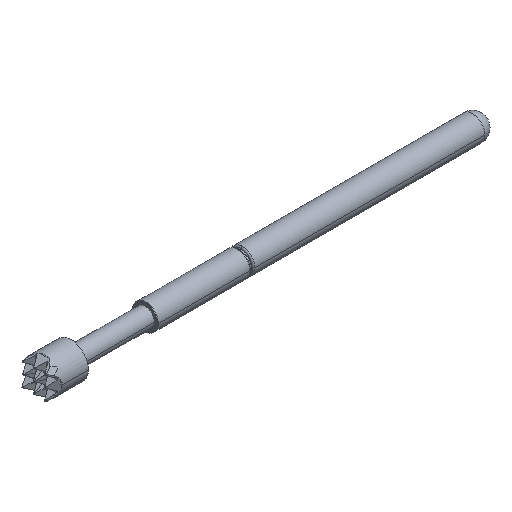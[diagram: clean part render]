
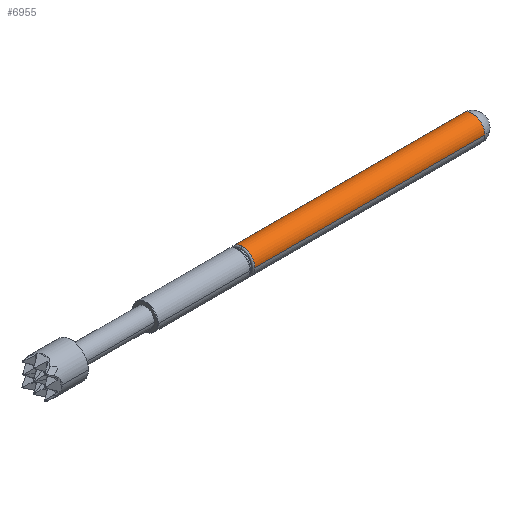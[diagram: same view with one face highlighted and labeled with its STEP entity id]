
A CAD part, isometric view. The second image highlights one B-rep face of the part: STEP entity #6955.
In plain terms, the highlighted cylindrical face has radius 0.683 mm (diameter 1.367 mm), a partial arc.
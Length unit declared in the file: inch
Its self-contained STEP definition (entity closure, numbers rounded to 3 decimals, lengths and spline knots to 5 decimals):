
#671 = CARTESIAN_POINT ( 'NONE',  ( 0., 0., 0. ) ) ;
#704 = DIRECTION ( 'NONE',  ( 0., -1., 0. ) ) ;
#725 = CIRCLE ( 'NONE', #8888, 0.0269 ) ;
#946 = VERTEX_POINT ( 'NONE', #2450 ) ;
#1306 = CIRCLE ( 'NONE', #6596, 0.0269 ) ;
#1307 = ORIENTED_EDGE ( 'NONE', *, *, #3117, .F. ) ;
#1726 = DIRECTION ( 'NONE',  ( -1., 0., 0. ) ) ;
#2051 = DIRECTION ( 'NONE',  ( -1., 0., 0. ) ) ;
#2140 = CIRCLE ( 'NONE', #9040, 0.0269 ) ;
#2378 = ORIENTED_EDGE ( 'NONE', *, *, #6293, .F. ) ;
#2450 = CARTESIAN_POINT ( 'NONE',  ( 0.70673, -0.0269, 0. ) ) ;
#2572 = EDGE_CURVE ( 'NONE', #5016, #8438, #4076, .T. ) ;
#2857 = EDGE_CURVE ( 'NONE', #946, #5016, #725, .T. ) ;
#3117 = EDGE_CURVE ( 'NONE', #7007, #8438, #2140, .T. ) ;
#3190 = CARTESIAN_POINT ( 'NONE',  ( 0.21008, 0., 0.0269 ) ) ;
#3408 = CARTESIAN_POINT ( 'NONE',  ( 0., -0.0269, 0. ) ) ;
#3501 = ORIENTED_EDGE ( 'NONE', *, *, #2572, .T. ) ;
#3898 = CARTESIAN_POINT ( 'NONE',  ( 0., 0.0269, 0. ) ) ;
#4076 = LINE ( 'NONE', #3898, #8355 ) ;
#4116 = LINE ( 'NONE', #3408, #10288 ) ;
#4199 = CARTESIAN_POINT ( 'NONE',  ( 0.21008, 0.0269, 0. ) ) ;
#4412 = DIRECTION ( 'NONE',  ( -1., 0., 0. ) ) ;
#4726 = CYLINDRICAL_SURFACE ( 'NONE', #6335, 0.0269 ) ;
#5016 = VERTEX_POINT ( 'NONE', #7912 ) ;
#5048 = ORIENTED_EDGE ( 'NONE', *, *, #5210, .F. ) ;
#5210 = EDGE_CURVE ( 'NONE', #946, #7934, #4116, .T. ) ;
#5888 = CARTESIAN_POINT ( 'NONE',  ( 0.21008, -0.0269, 0. ) ) ;
#6293 = EDGE_CURVE ( 'NONE', #7934, #7007, #1306, .T. ) ;
#6298 = DIRECTION ( 'NONE',  ( -1., 0., 0. ) ) ;
#6335 = AXIS2_PLACEMENT_3D ( 'NONE', #671, #10386, #704 ) ;
#6596 = AXIS2_PLACEMENT_3D ( 'NONE', #9229, #4412, #10037 ) ;
#6879 = CARTESIAN_POINT ( 'NONE',  ( 0.21008, 0., 0. ) ) ;
#6955 = ADVANCED_FACE ( 'NONE', ( #7891 ), #4726, .T. ) ;
#7007 = VERTEX_POINT ( 'NONE', #3190 ) ;
#7714 = DIRECTION ( 'NONE',  ( 0., 0., 1. ) ) ;
#7792 = CARTESIAN_POINT ( 'NONE',  ( 0.70673, 0., 0. ) ) ;
#7891 = FACE_OUTER_BOUND ( 'NONE', #10276, .T. ) ;
#7912 = CARTESIAN_POINT ( 'NONE',  ( 0.70673, 0.0269, 0. ) ) ;
#7934 = VERTEX_POINT ( 'NONE', #5888 ) ;
#8355 = VECTOR ( 'NONE', #1726, 39.37008 ) ;
#8438 = VERTEX_POINT ( 'NONE', #4199 ) ;
#8888 = AXIS2_PLACEMENT_3D ( 'NONE', #7792, #6298, #9988 ) ;
#9040 = AXIS2_PLACEMENT_3D ( 'NONE', #6879, #2051, #7714 ) ;
#9065 = DIRECTION ( 'NONE',  ( -1., 0., 0. ) ) ;
#9229 = CARTESIAN_POINT ( 'NONE',  ( 0.21008, 0., 0. ) ) ;
#9817 = ORIENTED_EDGE ( 'NONE', *, *, #2857, .T. ) ;
#9988 = DIRECTION ( 'NONE',  ( 0., -1., 0. ) ) ;
#10037 = DIRECTION ( 'NONE',  ( 0., 0., 1. ) ) ;
#10276 = EDGE_LOOP ( 'NONE', ( #9817, #3501, #1307, #2378, #5048 ) ) ;
#10288 = VECTOR ( 'NONE', #9065, 39.37008 ) ;
#10386 = DIRECTION ( 'NONE',  ( -1., 0., 0. ) ) ;
